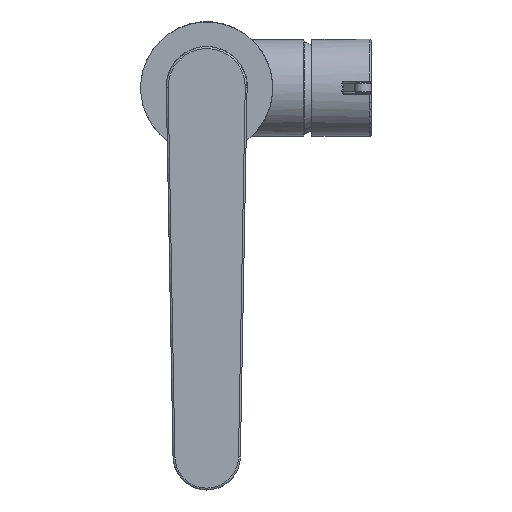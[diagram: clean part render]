
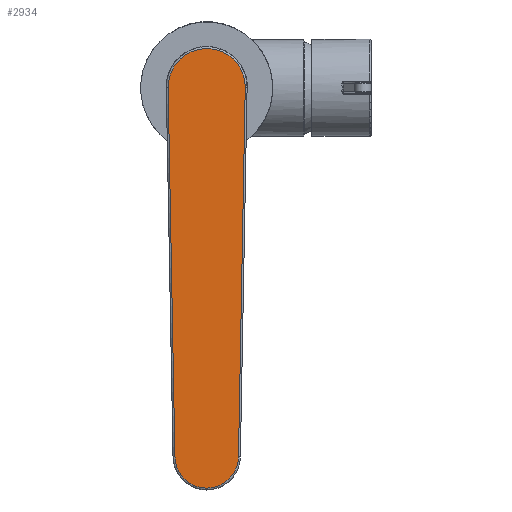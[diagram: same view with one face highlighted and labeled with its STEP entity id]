
A CAD part, top view. The second image highlights one B-rep face of the part: STEP entity #2934.
In plain terms, the highlighted face is planar.
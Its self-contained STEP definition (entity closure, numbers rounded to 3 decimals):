
#362=CIRCLE('',#3289,11.8);
#363=CIRCLE('',#3290,14.3);
#546=FACE_OUTER_BOUND('',#726,.T.);
#726=EDGE_LOOP('',(#2445,#2446,#2447,#2448));
#911=LINE('',#8414,#1084);
#912=LINE('',#8417,#1085);
#1084=VECTOR('',#3991,136.977);
#1085=VECTOR('',#3994,136.977);
#1324=VERTEX_POINT('',#8410);
#1325=VERTEX_POINT('',#8411);
#1326=VERTEX_POINT('',#8413);
#1327=VERTEX_POINT('',#8415);
#1712=EDGE_CURVE('',#1324,#1325,#362,.T.);
#1713=EDGE_CURVE('',#1325,#1326,#911,.T.);
#1714=EDGE_CURVE('',#1326,#1327,#363,.T.);
#1715=EDGE_CURVE('',#1327,#1324,#912,.T.);
#2445=ORIENTED_EDGE('',*,*,#1712,.T.);
#2446=ORIENTED_EDGE('',*,*,#1713,.T.);
#2447=ORIENTED_EDGE('',*,*,#1714,.T.);
#2448=ORIENTED_EDGE('',*,*,#1715,.T.);
#2799=PLANE('',#3288);
#2934=ADVANCED_FACE('',(#546),#2799,.T.);
#3288=AXIS2_PLACEMENT_3D('',#8409,#3987,#3988);
#3289=AXIS2_PLACEMENT_3D('',#8412,#3989,#3990);
#3290=AXIS2_PLACEMENT_3D('',#8416,#3992,#3993);
#3987=DIRECTION('center_axis',(0.,0.,
-1.));
#3988=DIRECTION('ref_axis',(1.,0.,0.));
#3989=DIRECTION('center_axis',(0.,0.,
-1.));
#3990=DIRECTION('ref_axis',(-1.,0.018,0.));
#3991=DIRECTION('',(0.018,-1.,0.));
#3992=DIRECTION('center_axis',(0.,0.,
-1.));
#3993=DIRECTION('ref_axis',(1.,0.018,0.));
#3994=DIRECTION('',(0.018,1.,0.));
#8409=CARTESIAN_POINT('Origin',(-22.449,190.425,-262.848));
#8410=CARTESIAN_POINT('',(-11.798,170.729,-262.848));
#8411=CARTESIAN_POINT('',(11.798,170.729,-262.848));
#8412=CARTESIAN_POINT('Origin',(0.,170.514,-262.848));
#8413=CARTESIAN_POINT('',(14.298,33.775,-262.848));
#8414=CARTESIAN_POINT('',(11.798,170.729,-262.848));
#8415=CARTESIAN_POINT('',(-14.298,33.775,-262.848));
#8416=CARTESIAN_POINT('Origin',(0.,33.514,-262.848));
#8417=CARTESIAN_POINT('',(-14.298,33.775,-262.848));
